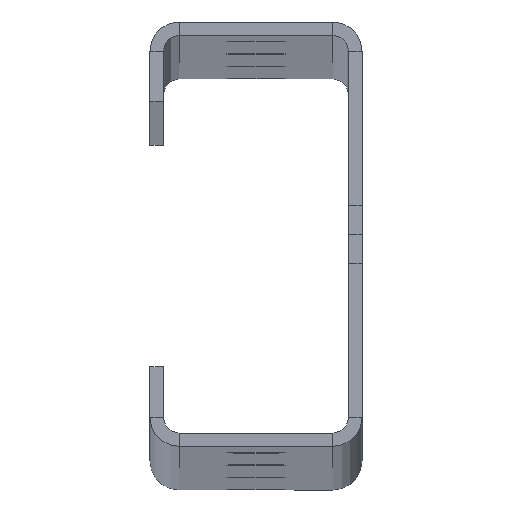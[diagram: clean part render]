
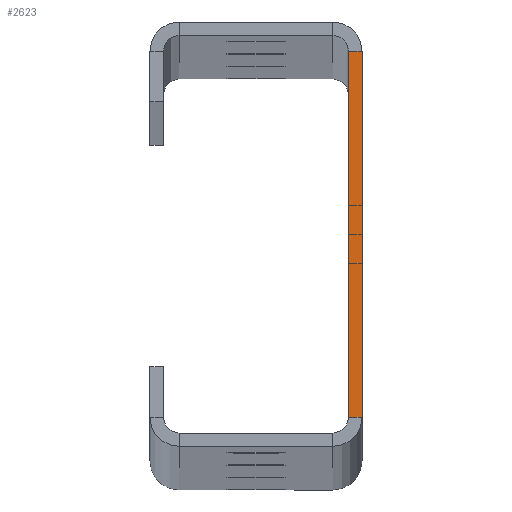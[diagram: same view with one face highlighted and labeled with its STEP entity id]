
A CAD part, top view. The second image highlights one B-rep face of the part: STEP entity #2623.
In plain terms, the highlighted planar face has unit normal (0, 0, 1).
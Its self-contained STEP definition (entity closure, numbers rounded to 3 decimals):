
#28 = CARTESIAN_POINT ( 'NONE',  ( 14.5, 37.5, 2357.5 ) ) ;
#331 = CARTESIAN_POINT ( 'NONE',  ( 17.5, -40., 2357.5 ) ) ;
#420 = VERTEX_POINT ( 'NONE', #550 ) ;
#437 = CARTESIAN_POINT ( 'NONE',  ( 17.5, -34.5, 2357.5 ) ) ;
#550 = CARTESIAN_POINT ( 'NONE',  ( 20., -34.5, 2357.5 ) ) ;
#559 = VERTEX_POINT ( 'NONE', #3145 ) ;
#585 = DIRECTION ( 'NONE',  ( -1., 0., 0. ) ) ;
#588 = EDGE_CURVE ( 'NONE', #3093, #3180, #2333, .T. ) ;
#607 = CARTESIAN_POINT ( 'NONE',  ( 17.5, -34.5, 2357.5 ) ) ;
#733 = VECTOR ( 'NONE', #585, 1000. ) ;
#769 = DIRECTION ( 'NONE',  ( 1., 0., 0. ) ) ;
#860 = DIRECTION ( 'NONE',  ( 0., 1., 0. ) ) ;
#873 = CARTESIAN_POINT ( 'NONE',  ( 20., 34.5, 2357.5 ) ) ;
#1046 = CARTESIAN_POINT ( 'NONE',  ( 20., -40., 2357.5 ) ) ;
#1048 = CARTESIAN_POINT ( 'NONE',  ( 17.5, 34.5, 2357.5 ) ) ;
#1091 = PLANE ( 'NONE',  #1832 ) ;
#1115 = DIRECTION ( 'NONE',  ( 1., 0., 0. ) ) ;
#1297 = EDGE_CURVE ( 'NONE', #3093, #420, #1301, .T. ) ;
#1301 = LINE ( 'NONE', #607, #3176 ) ;
#1542 = FACE_OUTER_BOUND ( 'NONE', #3201, .T. ) ;
#1558 = DIRECTION ( 'NONE',  ( 0., 0., 1. ) ) ;
#1832 = AXIS2_PLACEMENT_3D ( 'NONE', #28, #1558, #769 ) ;
#1978 = EDGE_CURVE ( 'NONE', #559, #3180, #2098, .T. ) ;
#2083 = ORIENTED_EDGE ( 'NONE', *, *, #588, .F. ) ;
#2098 = LINE ( 'NONE', #873, #733 ) ;
#2171 = ORIENTED_EDGE ( 'NONE', *, *, #2864, .T. ) ;
#2184 = ORIENTED_EDGE ( 'NONE', *, *, #1297, .T. ) ;
#2272 = LINE ( 'NONE', #1046, #3117 ) ;
#2333 = LINE ( 'NONE', #331, #2777 ) ;
#2623 = ADVANCED_FACE ( 'NONE', ( #1542 ), #1091, .T. ) ;
#2777 = VECTOR ( 'NONE', #860, 1000. ) ;
#2864 = EDGE_CURVE ( 'NONE', #420, #559, #2272, .T. ) ;
#3047 = DIRECTION ( 'NONE',  ( 0., 1., 0. ) ) ;
#3093 = VERTEX_POINT ( 'NONE', #437 ) ;
#3117 = VECTOR ( 'NONE', #3047, 1000. ) ;
#3145 = CARTESIAN_POINT ( 'NONE',  ( 20., 34.5, 2357.5 ) ) ;
#3176 = VECTOR ( 'NONE', #1115, 1000. ) ;
#3180 = VERTEX_POINT ( 'NONE', #1048 ) ;
#3201 = EDGE_LOOP ( 'NONE', ( #2171, #3267, #2083, #2184 ) ) ;
#3267 = ORIENTED_EDGE ( 'NONE', *, *, #1978, .T. ) ;
